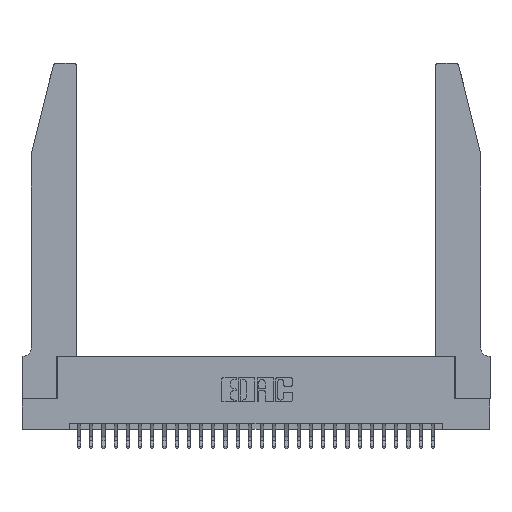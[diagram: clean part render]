
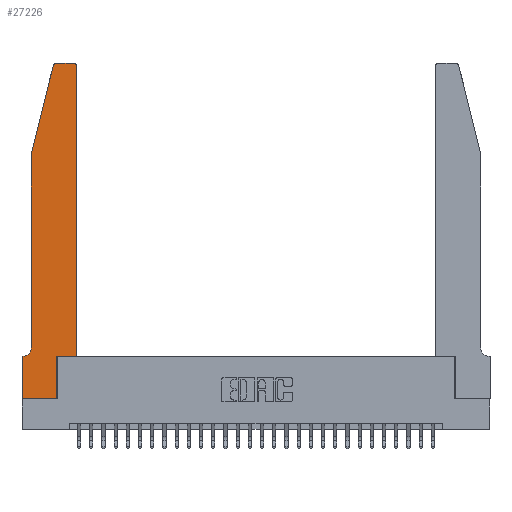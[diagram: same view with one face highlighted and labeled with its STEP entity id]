
A CAD part, top view. The second image highlights one B-rep face of the part: STEP entity #27226.
In plain terms, the highlighted planar face has unit normal (0, 0, 1).
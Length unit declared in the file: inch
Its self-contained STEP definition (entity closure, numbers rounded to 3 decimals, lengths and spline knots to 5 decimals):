
#179 = LINE ( 'NONE', #7137, #23652 ) ;
#965 = VERTEX_POINT ( 'NONE', #9608 ) ;
#1250 = VECTOR ( 'NONE', #6851, 39.37008 ) ;
#1368 = DIRECTION ( 'NONE',  ( 0., 1., 0. ) ) ;
#1410 = ORIENTED_EDGE ( 'NONE', *, *, #24021, .T. ) ;
#1430 = CARTESIAN_POINT ( 'NONE',  ( 0., 0., 0.37 ) ) ;
#1639 = VERTEX_POINT ( 'NONE', #29047 ) ;
#1994 = LINE ( 'NONE', #25602, #1250 ) ;
#3129 = EDGE_CURVE ( 'NONE', #14346, #1639, #14036, .T. ) ;
#3229 = EDGE_CURVE ( 'NONE', #1639, #8758, #29586, .T. ) ;
#3243 = EDGE_CURVE ( 'NONE', #13935, #10824, #24271, .T. ) ;
#3580 = EDGE_CURVE ( 'NONE', #14288, #28574, #5909, .T. ) ;
#3641 = PLANE ( 'NONE',  #13178 ) ;
#3731 = CARTESIAN_POINT ( 'NONE',  ( 0.2865, 0.35, 0.37 ) ) ;
#3895 = CARTESIAN_POINT ( 'NONE',  ( 0., 0., 0.37 ) ) ;
#4322 = CARTESIAN_POINT ( 'NONE',  ( 0.2865, 0.35, 0.37 ) ) ;
#4798 = AXIS2_PLACEMENT_3D ( 'NONE', #22286, #8181, #24646 ) ;
#5175 = EDGE_LOOP ( 'NONE', ( #21686, #1410, #19062, #18264, #24969, #22322, #7051, #27598, #16652, #24084, #11264, #14117 ) ) ;
#5254 = CARTESIAN_POINT ( 'NONE',  ( 0.4205, 2.75, 0.37 ) ) ;
#5570 = VECTOR ( 'NONE', #10990, 39.37008 ) ;
#5909 = LINE ( 'NONE', #9787, #14731 ) ;
#6224 = CARTESIAN_POINT ( 'NONE',  ( 0.2865, 0., 0.37 ) ) ;
#6851 = DIRECTION ( 'NONE',  ( 0., 1., 0. ) ) ;
#7051 = ORIENTED_EDGE ( 'NONE', *, *, #3229, .T. ) ;
#7113 = DIRECTION ( 'NONE',  ( 1., 0., 0. ) ) ;
#7137 = CARTESIAN_POINT ( 'NONE',  ( 0., 0., 0.37 ) ) ;
#7410 = DIRECTION ( 'NONE',  ( -1., 0., 0. ) ) ;
#7711 = VECTOR ( 'NONE', #10841, 39.37008 ) ;
#7844 = EDGE_CURVE ( 'NONE', #10824, #965, #12698, .T. ) ;
#8077 = EDGE_CURVE ( 'NONE', #13463, #12964, #28276, .T. ) ;
#8181 = DIRECTION ( 'NONE',  ( 0., 0., -1. ) ) ;
#8219 = CARTESIAN_POINT ( 'NONE',  ( 0.4205, 2.72, 0.37 ) ) ;
#8295 = CARTESIAN_POINT ( 'NONE',  ( 0., 0.35, 0.37 ) ) ;
#8553 = DIRECTION ( 'NONE',  ( 0., -1., 0. ) ) ;
#8758 = VERTEX_POINT ( 'NONE', #1430 ) ;
#9130 = CARTESIAN_POINT ( 'NONE',  ( 0.0755, 0.35, 0.37 ) ) ;
#9608 = CARTESIAN_POINT ( 'NONE',  ( 0.0755, 0.42, 0.37 ) ) ;
#9689 = LINE ( 'NONE', #16483, #15225 ) ;
#9787 = CARTESIAN_POINT ( 'NONE',  ( 0.2605, 2.75, 0.37 ) ) ;
#10655 = DIRECTION ( 'NONE',  ( 1., 0., 0. ) ) ;
#10727 = DIRECTION ( 'NONE',  ( 1., 0., 0. ) ) ;
#10824 = VERTEX_POINT ( 'NONE', #22737 ) ;
#10841 = DIRECTION ( 'NONE',  ( -1., 0., 0. ) ) ;
#10990 = DIRECTION ( 'NONE',  ( -0.239, -0.971, 0. ) ) ;
#11153 = AXIS2_PLACEMENT_3D ( 'NONE', #25370, #11373, #27611 ) ;
#11264 = ORIENTED_EDGE ( 'NONE', *, *, #18385, .T. ) ;
#11373 = DIRECTION ( 'NONE',  ( 0., 0., 1. ) ) ;
#12128 = CIRCLE ( 'NONE', #11153, 0.03 ) ;
#12376 = CARTESIAN_POINT ( 'NONE',  ( 0.0755, 2., 0.37 ) ) ;
#12698 = LINE ( 'NONE', #12376, #19663 ) ;
#12964 = VERTEX_POINT ( 'NONE', #4322 ) ;
#13114 = EDGE_CURVE ( 'NONE', #8758, #13463, #179, .T. ) ;
#13178 = AXIS2_PLACEMENT_3D ( 'NONE', #8295, #24753, #10727 ) ;
#13463 = VERTEX_POINT ( 'NONE', #6224 ) ;
#13935 = VERTEX_POINT ( 'NONE', #15535 ) ;
#14036 = LINE ( 'NONE', #9130, #7711 ) ;
#14117 = ORIENTED_EDGE ( 'NONE', *, *, #22742, .T. ) ;
#14288 = VERTEX_POINT ( 'NONE', #5254 ) ;
#14341 = CIRCLE ( 'NONE', #15043, 0.03 ) ;
#14346 = VERTEX_POINT ( 'NONE', #14890 ) ;
#14731 = VECTOR ( 'NONE', #7410, 39.37008 ) ;
#14890 = CARTESIAN_POINT ( 'NONE',  ( 0.0055, 0.35, 0.37 ) ) ;
#15043 = AXIS2_PLACEMENT_3D ( 'NONE', #8219, #24678, #10655 ) ;
#15225 = VECTOR ( 'NONE', #7113, 39.37008 ) ;
#15535 = CARTESIAN_POINT ( 'NONE',  ( 0.25487, 2.72718, 0.37 ) ) ;
#16483 = CARTESIAN_POINT ( 'NONE',  ( 0.4505, 0.35, 0.37 ) ) ;
#16652 = ORIENTED_EDGE ( 'NONE', *, *, #8077, .T. ) ;
#16810 = EDGE_CURVE ( 'NONE', #965, #14346, #17851, .T. ) ;
#17851 = CIRCLE ( 'NONE', #4798, 0.07 ) ;
#18264 = ORIENTED_EDGE ( 'NONE', *, *, #7844, .T. ) ;
#18385 = EDGE_CURVE ( 'NONE', #28740, #26188, #1994, .T. ) ;
#19062 = ORIENTED_EDGE ( 'NONE', *, *, #3243, .T. ) ;
#19663 = VECTOR ( 'NONE', #28573, 39.37008 ) ;
#21686 = ORIENTED_EDGE ( 'NONE', *, *, #3580, .T. ) ;
#22286 = CARTESIAN_POINT ( 'NONE',  ( 0.0055, 0.42, 0.37 ) ) ;
#22322 = ORIENTED_EDGE ( 'NONE', *, *, #3129, .T. ) ;
#22737 = CARTESIAN_POINT ( 'NONE',  ( 0.0755, 2., 0.37 ) ) ;
#22742 = EDGE_CURVE ( 'NONE', #26188, #14288, #14341, .T. ) ;
#23447 = CARTESIAN_POINT ( 'NONE',  ( 0.284, 2.75, 0.37 ) ) ;
#23539 = VECTOR ( 'NONE', #8553, 39.37008 ) ;
#23652 = VECTOR ( 'NONE', #28135, 39.37008 ) ;
#24021 = EDGE_CURVE ( 'NONE', #28574, #13935, #12128, .T. ) ;
#24084 = ORIENTED_EDGE ( 'NONE', *, *, #26891, .T. ) ;
#24271 = LINE ( 'NONE', #27249, #5570 ) ;
#24360 = FACE_OUTER_BOUND ( 'NONE', #5175, .T. ) ;
#24646 = DIRECTION ( 'NONE',  ( -1., 0., 0. ) ) ;
#24678 = DIRECTION ( 'NONE',  ( 0., 0., 1. ) ) ;
#24753 = DIRECTION ( 'NONE',  ( 0., 0., 1. ) ) ;
#24969 = ORIENTED_EDGE ( 'NONE', *, *, #16810, .T. ) ;
#25370 = CARTESIAN_POINT ( 'NONE',  ( 0.284, 2.72, 0.37 ) ) ;
#25473 = VECTOR ( 'NONE', #1368, 39.37008 ) ;
#25602 = CARTESIAN_POINT ( 'NONE',  ( 0.4505, 0.35, 0.37 ) ) ;
#26188 = VERTEX_POINT ( 'NONE', #28096 ) ;
#26891 = EDGE_CURVE ( 'NONE', #12964, #28740, #9689, .T. ) ;
#27226 = ADVANCED_FACE ( 'NONE', ( #24360 ), #3641, .T. ) ;
#27249 = CARTESIAN_POINT ( 'NONE',  ( 0.0755, 2., 0.37 ) ) ;
#27598 = ORIENTED_EDGE ( 'NONE', *, *, #13114, .T. ) ;
#27611 = DIRECTION ( 'NONE',  ( 1., 0., 0. ) ) ;
#28096 = CARTESIAN_POINT ( 'NONE',  ( 0.4505, 2.72, 0.37 ) ) ;
#28135 = DIRECTION ( 'NONE',  ( 1., 0., 0. ) ) ;
#28276 = LINE ( 'NONE', #3731, #25473 ) ;
#28503 = CARTESIAN_POINT ( 'NONE',  ( 0.4505, 0.35, 0.37 ) ) ;
#28573 = DIRECTION ( 'NONE',  ( 0., -1., 0. ) ) ;
#28574 = VERTEX_POINT ( 'NONE', #23447 ) ;
#28740 = VERTEX_POINT ( 'NONE', #28503 ) ;
#29047 = CARTESIAN_POINT ( 'NONE',  ( 0., 0.35, 0.37 ) ) ;
#29586 = LINE ( 'NONE', #3895, #23539 ) ;
